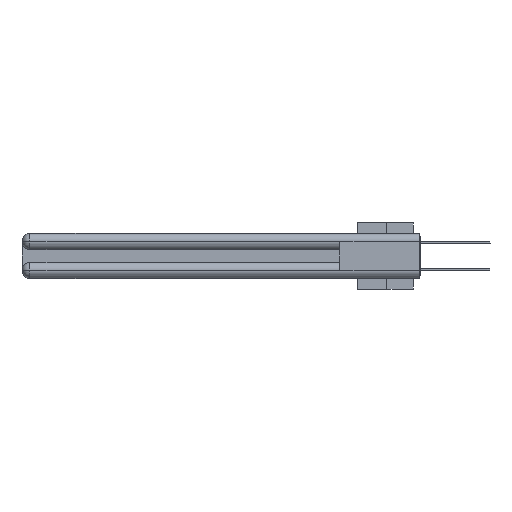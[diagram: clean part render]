
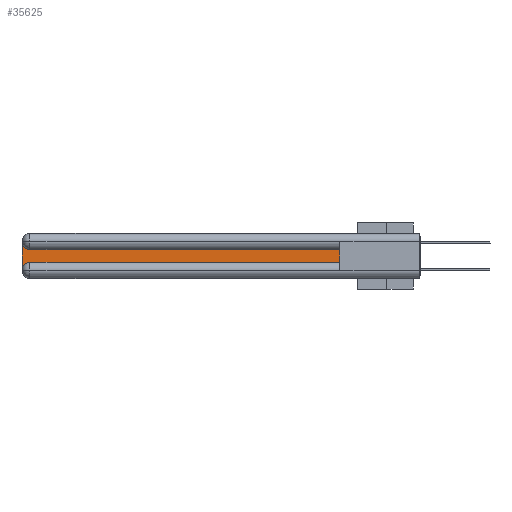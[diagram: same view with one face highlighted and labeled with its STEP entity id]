
A CAD part, left-side view. The second image highlights one B-rep face of the part: STEP entity #35625.
In plain terms, the highlighted planar face has unit normal (-1, 0, 0).
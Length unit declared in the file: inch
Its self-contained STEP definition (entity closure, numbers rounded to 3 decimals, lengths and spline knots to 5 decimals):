
#79 = VERTEX_POINT ( 'NONE', #36615 ) ;
#929 = CARTESIAN_POINT ( 'NONE',  ( 0.075, 2.94, -0.1225 ) ) ;
#1222 = LINE ( 'NONE', #28762, #10324 ) ;
#1427 = EDGE_CURVE ( 'NONE', #35586, #16801, #11011, .T. ) ;
#3624 = EDGE_CURVE ( 'NONE', #10010, #21209, #17662, .T. ) ;
#3649 = EDGE_CURVE ( 'NONE', #79, #10010, #4923, .T. ) ;
#3937 = ORIENTED_EDGE ( 'NONE', *, *, #1427, .T. ) ;
#4222 = DIRECTION ( 'NONE',  ( 1., 0., 0. ) ) ;
#4241 = EDGE_CURVE ( 'NONE', #16801, #21151, #1222, .T. ) ;
#4923 = LINE ( 'NONE', #36009, #15364 ) ;
#6443 = CARTESIAN_POINT ( 'NONE',  ( 0.075, 0.6, -0.2175 ) ) ;
#7337 = CARTESIAN_POINT ( 'NONE',  ( 0.075, 3., -0.1225 ) ) ;
#9103 = DIRECTION ( 'NONE',  ( 0., 0., -1. ) ) ;
#9261 = ORIENTED_EDGE ( 'NONE', *, *, #3649, .T. ) ;
#9550 = ORIENTED_EDGE ( 'NONE', *, *, #3624, .T. ) ;
#9728 = PLANE ( 'NONE',  #22580 ) ;
#10010 = VERTEX_POINT ( 'NONE', #929 ) ;
#10324 = VECTOR ( 'NONE', #23025, 39.37008 ) ;
#10735 = EDGE_CURVE ( 'NONE', #21209, #35586, #37026, .T. ) ;
#11011 = CIRCLE ( 'NONE', #35278, 0.06 ) ;
#11551 = CARTESIAN_POINT ( 'NONE',  ( 0.075, 2.94, -0.0625 ) ) ;
#12338 = VECTOR ( 'NONE', #24689, 39.37008 ) ;
#13598 = DIRECTION ( 'NONE',  ( 0., 0., 1. ) ) ;
#15364 = VECTOR ( 'NONE', #21463, 39.37008 ) ;
#16094 = FACE_OUTER_BOUND ( 'NONE', #30064, .T. ) ;
#16801 = VERTEX_POINT ( 'NONE', #33511 ) ;
#17662 = CIRCLE ( 'NONE', #24862, 0.06 ) ;
#19104 = CARTESIAN_POINT ( 'NONE',  ( 0.075, 3., -0.2175 ) ) ;
#20098 = ORIENTED_EDGE ( 'NONE', *, *, #21909, .T. ) ;
#20683 = VECTOR ( 'NONE', #13598, 39.37008 ) ;
#21151 = VERTEX_POINT ( 'NONE', #6443 ) ;
#21209 = VERTEX_POINT ( 'NONE', #26940 ) ;
#21463 = DIRECTION ( 'NONE',  ( 0., 1., 0. ) ) ;
#21909 = EDGE_CURVE ( 'NONE', #21151, #79, #36201, .T. ) ;
#22580 = AXIS2_PLACEMENT_3D ( 'NONE', #7337, #36517, #33369 ) ;
#23025 = DIRECTION ( 'NONE',  ( 0., -1., 0. ) ) ;
#24689 = DIRECTION ( 'NONE',  ( 0., 0., -1. ) ) ;
#24794 = CARTESIAN_POINT ( 'NONE',  ( 0.075, 3., -0.2775 ) ) ;
#24862 = AXIS2_PLACEMENT_3D ( 'NONE', #11551, #32195, #9103 ) ;
#26940 = CARTESIAN_POINT ( 'NONE',  ( 0.075, 3., -0.0625 ) ) ;
#28762 = CARTESIAN_POINT ( 'NONE',  ( 0.075, 0.6, -0.2175 ) ) ;
#30064 = EDGE_LOOP ( 'NONE', ( #9261, #9550, #35848, #3937, #34464, #20098 ) ) ;
#30330 = DIRECTION ( 'NONE',  ( 0., 0., -1. ) ) ;
#31056 = CARTESIAN_POINT ( 'NONE',  ( 0.075, 0.6, -0.2175 ) ) ;
#32195 = DIRECTION ( 'NONE',  ( 1., 0., 0. ) ) ;
#33369 = DIRECTION ( 'NONE',  ( 0., 0., -1. ) ) ;
#33511 = CARTESIAN_POINT ( 'NONE',  ( 0.075, 2.94, -0.2175 ) ) ;
#34464 = ORIENTED_EDGE ( 'NONE', *, *, #4241, .T. ) ;
#35278 = AXIS2_PLACEMENT_3D ( 'NONE', #36457, #4222, #30330 ) ;
#35586 = VERTEX_POINT ( 'NONE', #24794 ) ;
#35625 = ADVANCED_FACE ( 'NONE', ( #16094 ), #9728, .F. ) ;
#35848 = ORIENTED_EDGE ( 'NONE', *, *, #10735, .T. ) ;
#36009 = CARTESIAN_POINT ( 'NONE',  ( 0.075, 0.6, -0.1225 ) ) ;
#36201 = LINE ( 'NONE', #31056, #20683 ) ;
#36457 = CARTESIAN_POINT ( 'NONE',  ( 0.075, 2.94, -0.2775 ) ) ;
#36517 = DIRECTION ( 'NONE',  ( 1., 0., 0. ) ) ;
#36615 = CARTESIAN_POINT ( 'NONE',  ( 0.075, 0.6, -0.1225 ) ) ;
#37026 = LINE ( 'NONE', #19104, #12338 ) ;
